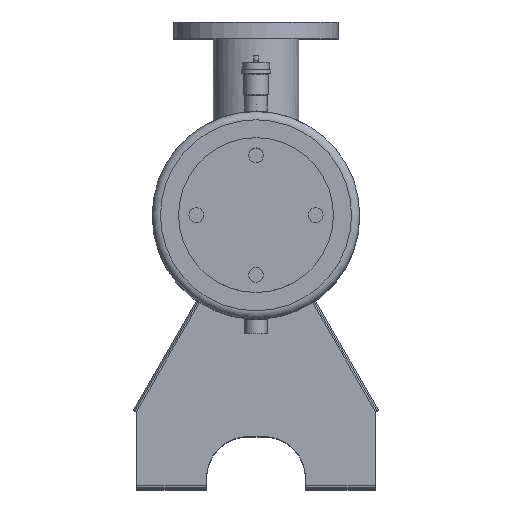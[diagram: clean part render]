
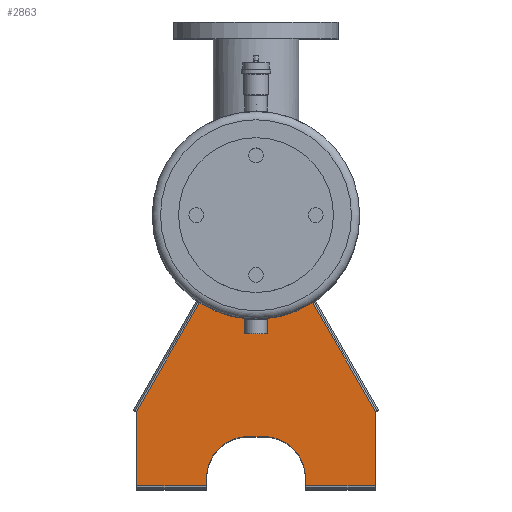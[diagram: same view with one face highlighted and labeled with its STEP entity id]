
A CAD part, top view. The second image highlights one B-rep face of the part: STEP entity #2863.
In plain terms, the highlighted planar face has unit normal (0, 0, 1).
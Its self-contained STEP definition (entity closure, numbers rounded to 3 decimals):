
#6 = CARTESIAN_POINT ( 'NONE',  ( 60., -328.5, 631. ) ) ;
#27 = PLANE ( 'NONE',  #3323 ) ;
#75 = CARTESIAN_POINT ( 'NONE',  ( 0., 0., 631. ) ) ;
#84 = DIRECTION ( 'NONE',  ( -0.5, 0.866, 0. ) ) ;
#90 = CARTESIAN_POINT ( 'NONE',  ( -145., -328.5, 631. ) ) ;
#96 = DIRECTION ( 'NONE',  ( 0., -1., 0. ) ) ;
#374 = VECTOR ( 'NONE', #6719, 1000. ) ;
#523 = CARTESIAN_POINT ( 'NONE',  ( -60., -318.5, 631. ) ) ;
#739 = CIRCLE ( 'NONE', #6096, 50. ) ;
#813 = CARTESIAN_POINT ( 'NONE',  ( 60., -328.5, 631. ) ) ;
#838 = EDGE_CURVE ( 'NONE', #3604, #6786, #5243, .T. ) ;
#1020 = CARTESIAN_POINT ( 'NONE',  ( -145., -328.5, 631. ) ) ;
#1063 = CARTESIAN_POINT ( 'NONE',  ( -145., -238., 631. ) ) ;
#1113 = ORIENTED_EDGE ( 'NONE', *, *, #9169, .T. ) ;
#1166 = VECTOR ( 'NONE', #4836, 1000. ) ;
#1189 = ORIENTED_EDGE ( 'NONE', *, *, #7336, .T. ) ;
#1253 = VERTEX_POINT ( 'NONE', #8559 ) ;
#1324 = EDGE_CURVE ( 'NONE', #1253, #6614, #2019, .T. ) ;
#1559 = ORIENTED_EDGE ( 'NONE', *, *, #3850, .T. ) ;
#1615 = EDGE_CURVE ( 'NONE', #6330, #1253, #3782, .T. ) ;
#1717 = VECTOR ( 'NONE', #7757, 1000. ) ;
#1855 = EDGE_CURVE ( 'NONE', #6942, #2870, #4319, .T. ) ;
#1879 = AXIS2_PLACEMENT_3D ( 'NONE', #6695, #2980, #5175 ) ;
#1928 = CARTESIAN_POINT ( 'NONE',  ( -145., -328.5, 631. ) ) ;
#1986 = VECTOR ( 'NONE', #3640, 1000. ) ;
#2019 = LINE ( 'NONE', #7797, #7394 ) ;
#2020 = LINE ( 'NONE', #1928, #1717 ) ;
#2182 = VECTOR ( 'NONE', #5219, 1000. ) ;
#2214 = ORIENTED_EDGE ( 'NONE', *, *, #7571, .T. ) ;
#2307 = CARTESIAN_POINT ( 'NONE',  ( 60., -328.5, 631. ) ) ;
#2333 = DIRECTION ( 'NONE',  ( 0., -1., 0. ) ) ;
#2805 = CIRCLE ( 'NONE', #1879, 50. ) ;
#2863 = ADVANCED_FACE ( 'NONE', ( #3580 ), #27, .F. ) ;
#2870 = VERTEX_POINT ( 'NONE', #5870 ) ;
#2958 = DIRECTION ( 'NONE',  ( 0., 0., -1. ) ) ;
#2980 = DIRECTION ( 'NONE',  ( 0., 0., -1. ) ) ;
#3082 = ORIENTED_EDGE ( 'NONE', *, *, #5003, .T. ) ;
#3323 = AXIS2_PLACEMENT_3D ( 'NONE', #75, #2958, #2333 ) ;
#3408 = ORIENTED_EDGE ( 'NONE', *, *, #6393, .T. ) ;
#3580 = FACE_OUTER_BOUND ( 'NONE', #8681, .T. ) ;
#3604 = VERTEX_POINT ( 'NONE', #6495 ) ;
#3630 = DIRECTION ( 'NONE',  ( 0., 0., -1. ) ) ;
#3640 = DIRECTION ( 'NONE',  ( 0., -1., 0. ) ) ;
#3690 = VERTEX_POINT ( 'NONE', #7878 ) ;
#3782 = LINE ( 'NONE', #2307, #2182 ) ;
#3841 = DIRECTION ( 'NONE',  ( 0., -1., 0. ) ) ;
#3850 = EDGE_CURVE ( 'NONE', #6614, #6942, #8781, .T. ) ;
#4212 = CARTESIAN_POINT ( 'NONE',  ( -60., -328.5, 631. ) ) ;
#4319 = CIRCLE ( 'NONE', #8434, 126. ) ;
#4389 = CARTESIAN_POINT ( 'NONE',  ( -60., -328.5, 631. ) ) ;
#4559 = CARTESIAN_POINT ( 'NONE',  ( 10., -318.5, 631. ) ) ;
#4615 = CARTESIAN_POINT ( 'NONE',  ( -10., -268.5, 631. ) ) ;
#4836 = DIRECTION ( 'NONE',  ( -0.5, -0.866, 0. ) ) ;
#4998 = ORIENTED_EDGE ( 'NONE', *, *, #7391, .T. ) ;
#5003 = EDGE_CURVE ( 'NONE', #7935, #3604, #2805, .T. ) ;
#5120 = LINE ( 'NONE', #90, #1986 ) ;
#5175 = DIRECTION ( 'NONE',  ( 0., 1., 0. ) ) ;
#5219 = DIRECTION ( 'NONE',  ( 1., 0., 0. ) ) ;
#5243 = LINE ( 'NONE', #4615, #374 ) ;
#5552 = VECTOR ( 'NONE', #96, 1000. ) ;
#5557 = LINE ( 'NONE', #8463, #1166 ) ;
#5870 = CARTESIAN_POINT ( 'NONE',  ( -68.607, -105.684, 631. ) ) ;
#6069 = CARTESIAN_POINT ( 'NONE',  ( 145., -238., 631. ) ) ;
#6080 = VECTOR ( 'NONE', #84, 1000. ) ;
#6096 = AXIS2_PLACEMENT_3D ( 'NONE', #4559, #7469, #3841 ) ;
#6242 = ORIENTED_EDGE ( 'NONE', *, *, #1615, .T. ) ;
#6330 = VERTEX_POINT ( 'NONE', #6 ) ;
#6393 = EDGE_CURVE ( 'NONE', #7776, #7187, #5120, .T. ) ;
#6495 = CARTESIAN_POINT ( 'NONE',  ( -10., -268.5, 631. ) ) ;
#6614 = VERTEX_POINT ( 'NONE', #6835 ) ;
#6695 = CARTESIAN_POINT ( 'NONE',  ( -10., -318.5, 631. ) ) ;
#6719 = DIRECTION ( 'NONE',  ( 1., 0., 0. ) ) ;
#6786 = VERTEX_POINT ( 'NONE', #8499 ) ;
#6835 = CARTESIAN_POINT ( 'NONE',  ( 145., -238., 631. ) ) ;
#6903 = EDGE_CURVE ( 'NONE', #9069, #7935, #8066, .T. ) ;
#6942 = VERTEX_POINT ( 'NONE', #9444 ) ;
#7187 = VERTEX_POINT ( 'NONE', #1020 ) ;
#7222 = LINE ( 'NONE', #813, #5552 ) ;
#7302 = DIRECTION ( 'NONE',  ( 0., 1., 0. ) ) ;
#7336 = EDGE_CURVE ( 'NONE', #6786, #3690, #739, .T. ) ;
#7391 = EDGE_CURVE ( 'NONE', #7187, #9069, #2020, .T. ) ;
#7394 = VECTOR ( 'NONE', #7756, 1000. ) ;
#7456 = VECTOR ( 'NONE', #7302, 1000. ) ;
#7469 = DIRECTION ( 'NONE',  ( 0., 0., -1. ) ) ;
#7571 = EDGE_CURVE ( 'NONE', #3690, #6330, #7222, .T. ) ;
#7756 = DIRECTION ( 'NONE',  ( 0., 1., 0. ) ) ;
#7757 = DIRECTION ( 'NONE',  ( 1., 0., 0. ) ) ;
#7776 = VERTEX_POINT ( 'NONE', #1063 ) ;
#7797 = CARTESIAN_POINT ( 'NONE',  ( 145., -328.5, 631. ) ) ;
#7878 = CARTESIAN_POINT ( 'NONE',  ( 60., -318.5, 631. ) ) ;
#7935 = VERTEX_POINT ( 'NONE', #523 ) ;
#8015 = DIRECTION ( 'NONE',  ( -1., 0., 0. ) ) ;
#8066 = LINE ( 'NONE', #4389, #7456 ) ;
#8149 = ORIENTED_EDGE ( 'NONE', *, *, #1324, .T. ) ;
#8434 = AXIS2_PLACEMENT_3D ( 'NONE', #8687, #3630, #8015 ) ;
#8463 = CARTESIAN_POINT ( 'NONE',  ( -145., -238., 631. ) ) ;
#8499 = CARTESIAN_POINT ( 'NONE',  ( 10., -268.5, 631. ) ) ;
#8559 = CARTESIAN_POINT ( 'NONE',  ( 145., -328.5, 631. ) ) ;
#8681 = EDGE_LOOP ( 'NONE', ( #1559, #8693, #1113, #3408, #4998, #9242, #3082, #9437, #1189, #2214, #6242, #8149 ) ) ;
#8687 = CARTESIAN_POINT ( 'NONE',  ( 0., 0., 631. ) ) ;
#8693 = ORIENTED_EDGE ( 'NONE', *, *, #1855, .T. ) ;
#8781 = LINE ( 'NONE', #6069, #6080 ) ;
#9069 = VERTEX_POINT ( 'NONE', #4212 ) ;
#9169 = EDGE_CURVE ( 'NONE', #2870, #7776, #5557, .T. ) ;
#9242 = ORIENTED_EDGE ( 'NONE', *, *, #6903, .T. ) ;
#9437 = ORIENTED_EDGE ( 'NONE', *, *, #838, .T. ) ;
#9444 = CARTESIAN_POINT ( 'NONE',  ( 68.607, -105.684, 631. ) ) ;
